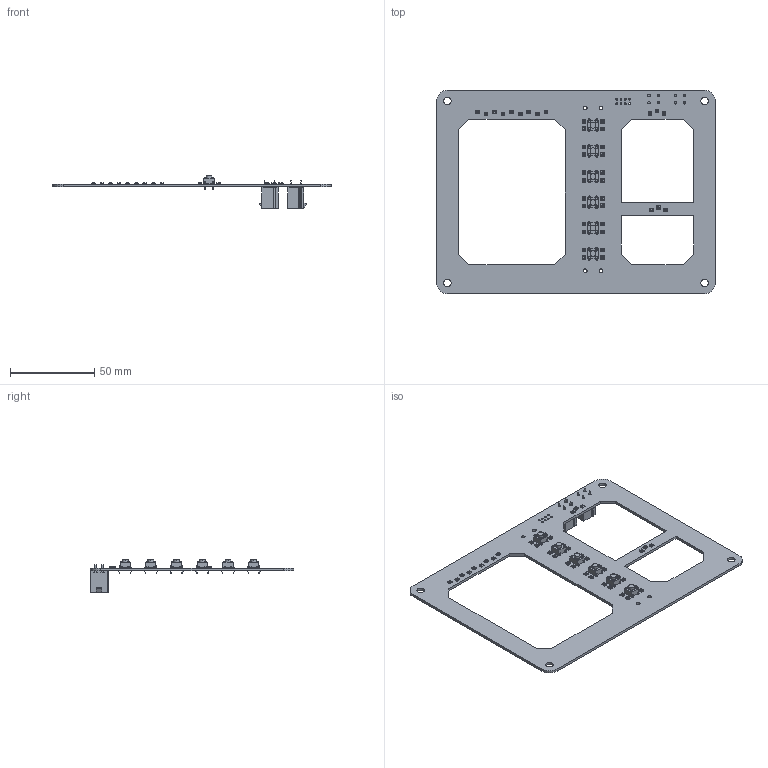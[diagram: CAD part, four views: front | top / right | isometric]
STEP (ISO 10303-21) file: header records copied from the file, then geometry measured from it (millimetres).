
FILE_DESCRIPTION(('KiCad electronic assembly'),'2;1');
FILE_NAME('IFEI.step','2023-01-27T20:33:36',('Pcbnew'),('Kicad'), 'Open CASCADE STEP processor 7.6','KiCad to STEP converter','Unknown' );
FILE_SCHEMA(('AUTOMOTIVE_DESIGN { 1 0 10303 214 1 1 1 1 }'));
Length unit declared in the file: millimetre
Products named in the file (8): IFEI 1; WS2812-2020; COMPOUND; B3F-102x; Molex_Mini-Fit_Jr_5566-04A_2x02_P4.20mm_Vertical; SOLID; _autosave-IFEI PCB
Assembly tree (51 placements, depth 3):
  IFEI 1
    WS2812-2020  x39
      COMPOUND
    B3F-102x  x6
      COMPOUND
    Molex_Mini-Fit_Jr_5566-04A_2x02_P4.20mm_Vertical  x2
      SOLID
    _autosave-IFEI PCB
Bounding box: 165.1 x 120.65 x 19.5 mm (x, y, z)
Volume: 20002.1 mm3; surface area: 29401.8 mm2
Topology: 93 solids, 93 shells, 3207 faces, 8357 edges, 5570 vertices
Faces by surface type: plane 2613, cylinder 321, bspline 273
Full cylindrical faces by diameter (mm): 1 x32, 1.4 x8, 2.2 x4, 4.5 x4
Entity records: 24192 total; most frequent: CARTESIAN_POINT 5154, DIRECTION 3458, LINE 2390, VECTOR 2390, ORIENTED_EDGE 1808, PCURVE 1808, DEFINITIONAL_REPRESENTATION 1808, EDGE_CURVE 904
